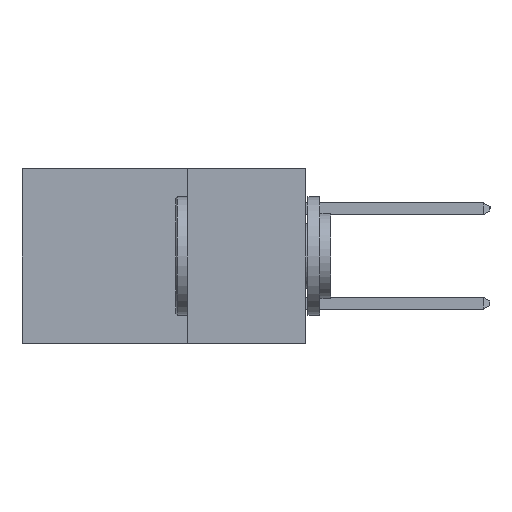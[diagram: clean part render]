
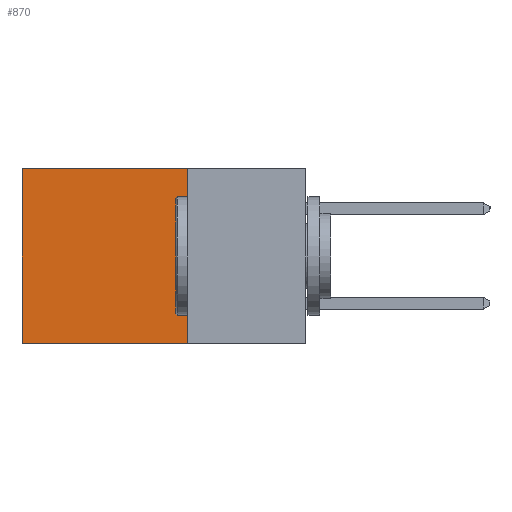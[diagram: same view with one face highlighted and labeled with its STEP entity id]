
A CAD part, left-side view. The second image highlights one B-rep face of the part: STEP entity #870.
In plain terms, the highlighted planar face has unit normal (-1, 0, 0).
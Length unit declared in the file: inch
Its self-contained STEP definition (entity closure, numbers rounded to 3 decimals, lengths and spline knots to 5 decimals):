
#468 = VECTOR ( 'NONE', #25002, 39.37008 ) ;
#870 = ADVANCED_FACE ( 'NONE', ( #24672 ), #22808, .F. ) ;
#1414 = LINE ( 'NONE', #3408, #23736 ) ;
#2044 = ORIENTED_EDGE ( 'NONE', *, *, #8944, .F. ) ;
#2173 = CARTESIAN_POINT ( 'NONE',  ( 0.2615, 0.6, -0.37 ) ) ;
#2580 = LINE ( 'NONE', #4577, #468 ) ;
#2778 = CARTESIAN_POINT ( 'NONE',  ( 0.2615, 0.25, -0.37 ) ) ;
#3099 = VERTEX_POINT ( 'NONE', #2173 ) ;
#3408 = CARTESIAN_POINT ( 'NONE',  ( 0.2615, 0.25, 0. ) ) ;
#4502 = CARTESIAN_POINT ( 'NONE',  ( 0.2615, 0.25, -0.37 ) ) ;
#4577 = CARTESIAN_POINT ( 'NONE',  ( 0.2615, 0.25, -0.37 ) ) ;
#6888 = LINE ( 'NONE', #24675, #24633 ) ;
#8710 = VECTOR ( 'NONE', #11446, 39.37008 ) ;
#8944 = EDGE_CURVE ( 'NONE', #12300, #20098, #12522, .T. ) ;
#10990 = DIRECTION ( 'NONE',  ( 0., 0., -1. ) ) ;
#11446 = DIRECTION ( 'NONE',  ( 0., 0., -1. ) ) ;
#11707 = AXIS2_PLACEMENT_3D ( 'NONE', #4502, #20708, #14695 ) ;
#12300 = VERTEX_POINT ( 'NONE', #21864 ) ;
#12522 = LINE ( 'NONE', #14752, #8710 ) ;
#14695 = DIRECTION ( 'NONE',  ( 0., 0., -1. ) ) ;
#14752 = CARTESIAN_POINT ( 'NONE',  ( 0.2615, 0.25, -0.37 ) ) ;
#15221 = VERTEX_POINT ( 'NONE', #18407 ) ;
#16509 = EDGE_LOOP ( 'NONE', ( #21151, #25042, #2044, #17041 ) ) ;
#16866 = EDGE_CURVE ( 'NONE', #15221, #3099, #6888, .T. ) ;
#17041 = ORIENTED_EDGE ( 'NONE', *, *, #17263, .T. ) ;
#17263 = EDGE_CURVE ( 'NONE', #12300, #15221, #1414, .T. ) ;
#17600 = EDGE_CURVE ( 'NONE', #20098, #3099, #2580, .T. ) ;
#18407 = CARTESIAN_POINT ( 'NONE',  ( 0.2615, 0.6, 0. ) ) ;
#20098 = VERTEX_POINT ( 'NONE', #2778 ) ;
#20708 = DIRECTION ( 'NONE',  ( 1., 0., 0. ) ) ;
#21151 = ORIENTED_EDGE ( 'NONE', *, *, #16866, .T. ) ;
#21864 = CARTESIAN_POINT ( 'NONE',  ( 0.2615, 0.25, 0. ) ) ;
#22808 = PLANE ( 'NONE',  #11707 ) ;
#23736 = VECTOR ( 'NONE', #25154, 39.37008 ) ;
#24633 = VECTOR ( 'NONE', #10990, 39.37008 ) ;
#24672 = FACE_OUTER_BOUND ( 'NONE', #16509, .T. ) ;
#24675 = CARTESIAN_POINT ( 'NONE',  ( 0.2615, 0.6, -0.37 ) ) ;
#25002 = DIRECTION ( 'NONE',  ( 0., 1., 0. ) ) ;
#25042 = ORIENTED_EDGE ( 'NONE', *, *, #17600, .F. ) ;
#25154 = DIRECTION ( 'NONE',  ( 0., 1., 0. ) ) ;
